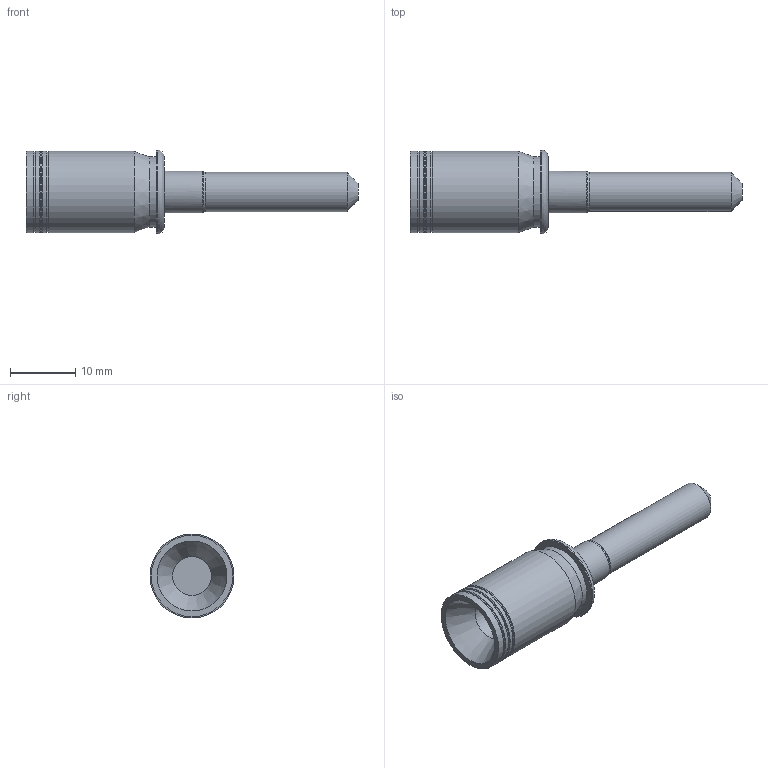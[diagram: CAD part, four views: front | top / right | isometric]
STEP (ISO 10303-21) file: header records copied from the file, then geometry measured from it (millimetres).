
FILE_DESCRIPTION(/* description */ (''),/* implementation_level */ '2;1');
FILE_NAME(/* name */ 'n 01 060 0008 1nxc001-03.stp',/* time_stamp */ '2019-02-25T15:36:41+01:00',/* author */ (''),/* organization */ (''),/* preprocessor_version */ 'ST-DEVELOPER v16.7',/* originating_system */ 'SIEMENS PLM Software NX 12.0',/* authorisation */ '');
FILE_SCHEMA (('AP203_CONFIGURATION_CONTROLLED_3D_DESIGN_OF_MECHANICAL_PARTS_AND_ASSEMBLIES_MIM_LF { 1 0 10303 403 2 1 2}'));
Length unit declared in the file: millimetre
Products named in the file (1): pwoeB124075Ahamv
Bounding box: 51 x 12.9 x 12.9 mm (x, y, z)
Volume: 2723.2 mm3; surface area: 1999.3 mm2
Topology: 1 solids, 1 shells, 29 faces, 58 edges, 34 vertices
Faces by surface type: cylinder 12, cone 10, plane 5, bspline 2
Full cylindrical faces by diameter (mm): 6 x2, 6.4 x1, 10.8 x1, 12.3 x3, 12.5 x4, 12.9 x1
Entity records: 1042 total; most frequent: CARTESIAN_POINT 261, DIRECTION 108, EDGE_LOOP 56, ORIENTED_EDGE 56, FACE_BOUND 54, AXIS2_PLACEMENT_3D 54, PRESENTATION_STYLE_ASSIGNMENT 30, SURFACE_STYLE_USAGE 30
